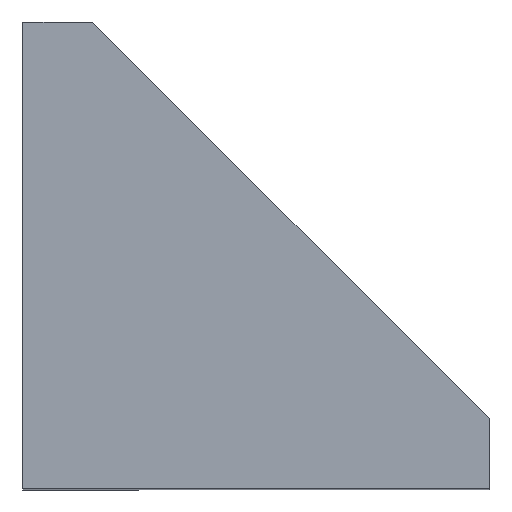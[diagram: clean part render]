
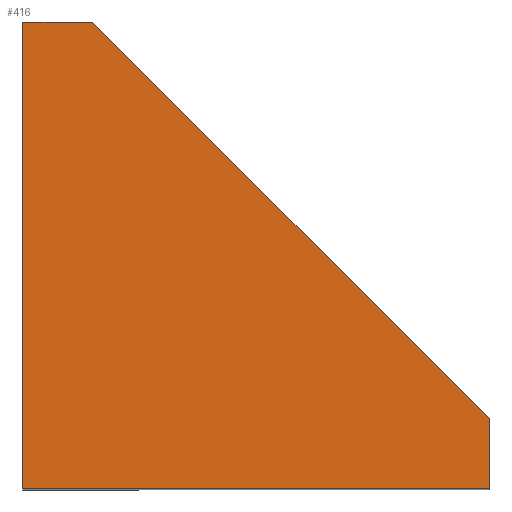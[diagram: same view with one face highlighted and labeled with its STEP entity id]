
A CAD part, top view. The second image highlights one B-rep face of the part: STEP entity #416.
In plain terms, the highlighted planar face has unit normal (0, 0, 1).
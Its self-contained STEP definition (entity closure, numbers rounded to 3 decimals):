
#30=PLANE('',#452);
#60=LINE('',#653,#102);
#67=LINE('',#666,#109);
#68=LINE('',#669,#110);
#70=LINE('',#673,#112);
#72=LINE('',#676,#114);
#102=VECTOR('',#540,24.042);
#109=VECTOR('',#551,3.);
#110=VECTOR('',#554,3.);
#112=VECTOR('',#558,20.);
#114=VECTOR('',#562,20.);
#146=FACE_OUTER_BOUND('',#178,.T.);
#178=EDGE_LOOP('',(#384,#385,#386,#387,#388));
#219=VERTEX_POINT('',#650);
#220=VERTEX_POINT('',#652);
#224=VERTEX_POINT('',#664);
#225=VERTEX_POINT('',#668);
#226=VERTEX_POINT('',#672);
#268=EDGE_CURVE('',#220,#219,#60,.T.);
#275=EDGE_CURVE('',#219,#224,#67,.T.);
#276=EDGE_CURVE('',#225,#220,#68,.T.);
#278=EDGE_CURVE('',#226,#225,#70,.T.);
#280=EDGE_CURVE('',#224,#226,#72,.T.);
#384=ORIENTED_EDGE('',*,*,#280,.T.);
#385=ORIENTED_EDGE('',*,*,#278,.T.);
#386=ORIENTED_EDGE('',*,*,#276,.T.);
#387=ORIENTED_EDGE('',*,*,#268,.T.);
#388=ORIENTED_EDGE('',*,*,#275,.T.);
#416=ADVANCED_FACE('',(#146),#30,.T.);
#452=AXIS2_PLACEMENT_3D('',#677,#563,#564);
#540=DIRECTION('',(-0.707,0.707,0.));
#551=DIRECTION('',(-1.,0.,0.));
#554=DIRECTION('',(0.,1.,0.));
#558=DIRECTION('',(1.,0.,0.));
#562=DIRECTION('',(0.,-1.,0.));
#563=DIRECTION('center_axis',(0.,0.,1.));
#564=DIRECTION('ref_axis',(1.,0.,0.));
#650=CARTESIAN_POINT('',(3.,20.,17.5));
#652=CARTESIAN_POINT('',(20.,3.,17.5));
#653=CARTESIAN_POINT('',(3.,20.,17.5));
#664=CARTESIAN_POINT('',(0.,20.,17.5));
#666=CARTESIAN_POINT('',(0.,20.,17.5));
#668=CARTESIAN_POINT('',(20.,0.,17.5));
#669=CARTESIAN_POINT('',(20.,3.,17.5));
#672=CARTESIAN_POINT('',(0.,0.,17.5));
#673=CARTESIAN_POINT('',(20.,0.,17.5));
#676=CARTESIAN_POINT('',(0.,0.,17.5));
#677=CARTESIAN_POINT('Origin',(7.724,7.724,17.5));
